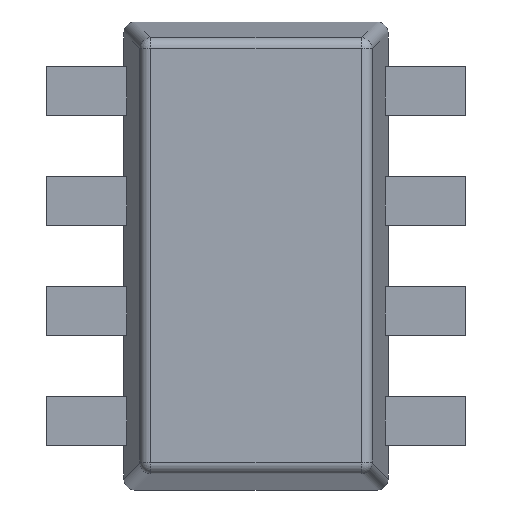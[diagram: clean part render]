
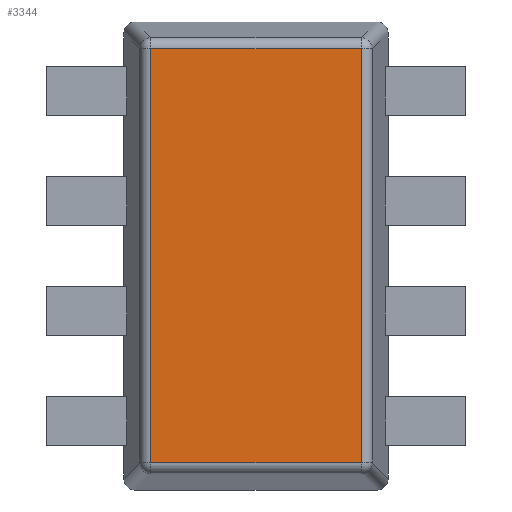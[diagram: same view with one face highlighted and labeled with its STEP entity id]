
A CAD part, top view. The second image highlights one B-rep face of the part: STEP entity #3344.
In plain terms, the highlighted face is planar.
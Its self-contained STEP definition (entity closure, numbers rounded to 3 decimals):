
#2416=DIRECTION('',(1.,0.,0.));
#2417=VECTOR('',#2416,0.956);
#2418=CARTESIAN_POINT('',(-0.478,0.5,0.942));
#2419=LINE('',#2418,#2417);
#2423=DIRECTION('',(0.,0.,1.));
#2424=VECTOR('',#2423,1.883);
#2425=CARTESIAN_POINT('',(-0.478,0.5,-0.942));
#2426=LINE('',#2425,#2424);
#2430=DIRECTION('',(-1.,0.,0.));
#2431=VECTOR('',#2430,0.956);
#2432=CARTESIAN_POINT('',(0.478,0.5,-0.942));
#2433=LINE('',#2432,#2431);
#2437=DIRECTION('',(0.,0.,-1.));
#2438=VECTOR('',#2437,1.883);
#2439=CARTESIAN_POINT('',(0.478,0.5,0.942));
#2440=LINE('',#2439,#2438);
#2625=CARTESIAN_POINT('',(-0.478,0.5,0.942));
#2626=CARTESIAN_POINT('',(0.478,0.5,0.942));
#2627=VERTEX_POINT('',#2625);
#2628=VERTEX_POINT('',#2626);
#2633=CARTESIAN_POINT('',(-0.478,0.5,-0.942));
#2634=VERTEX_POINT('',#2633);
#2643=CARTESIAN_POINT('',(0.478,0.5,-0.942));
#2644=VERTEX_POINT('',#2643);
#3331=CARTESIAN_POINT('',(0.,0.5,0.));
#3332=DIRECTION('',(0.,1.,0.));
#3333=DIRECTION('',(1.,0.,0.));
#3334=AXIS2_PLACEMENT_3D('',#3331,#3332,#3333);
#3335=PLANE('',#3334);
#3336=ORIENTED_EDGE('',*,*,#3297,.F.);
#3337=ORIENTED_EDGE('',*,*,#3322,.F.);
#3339=ORIENTED_EDGE('',*,*,#3338,.F.);
#3341=ORIENTED_EDGE('',*,*,#3340,.F.);
#3342=EDGE_LOOP('',(#3336,#3337,#3339,#3341));
#3343=FACE_OUTER_BOUND('',#3342,.F.);
#3344=ADVANCED_FACE('',(#3343),#3335,.T.);
#3297=EDGE_CURVE('',#2627,#2628,#2419,.T.);
#3322=EDGE_CURVE('',#2634,#2627,#2426,.T.);
#3338=EDGE_CURVE('',#2644,#2634,#2433,.T.);
#3340=EDGE_CURVE('',#2628,#2644,#2440,.T.);
